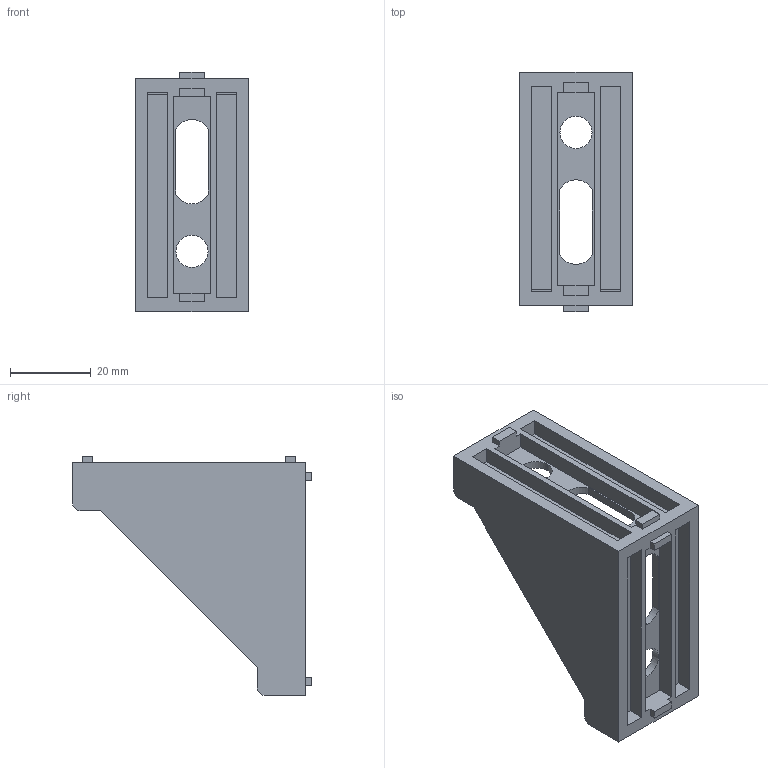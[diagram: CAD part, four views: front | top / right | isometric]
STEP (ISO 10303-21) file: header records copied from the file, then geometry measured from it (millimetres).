
FILE_DESCRIPTION (( 'STEP AP203' ), '1' );
FILE_NAME ('CT3060.STEP', '2018-04-03T10:50:35', ( 'User2' ), ( '' ), 'SwSTEP 2.0', 'SolidWorks 2007', '' );
FILE_SCHEMA (( 'CONFIG_CONTROL_DESIGN' ));
Length unit declared in the file: millimetre
Products named in the file (1): CT3060
Bounding box: 28 x 59.5 x 59.5 mm (x, y, z)
Volume: 14203.9 mm3; surface area: 12706.1 mm2
Topology: 1 solids, 1 shells, 69 faces, 195 edges, 130 vertices
Faces by surface type: plane 58, cylinder 11
Entity records: 2312 total; most frequent: CARTESIAN_POINT 395, ORIENTED_EDGE 390, DIRECTION 357, EDGE_CURVE 195, LINE 173, VECTOR 173, VERTEX_POINT 130, AXIS2_PLACEMENT_3D 92
